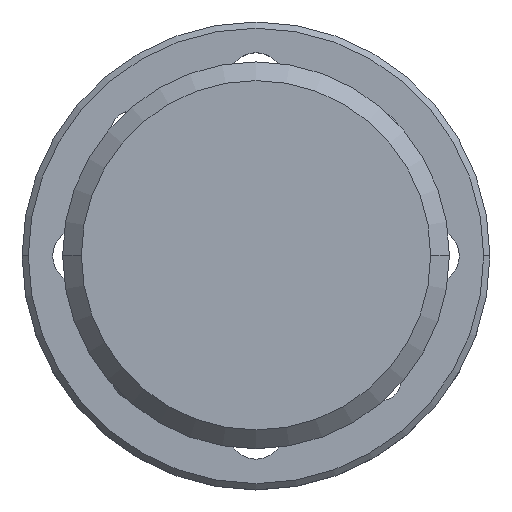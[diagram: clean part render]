
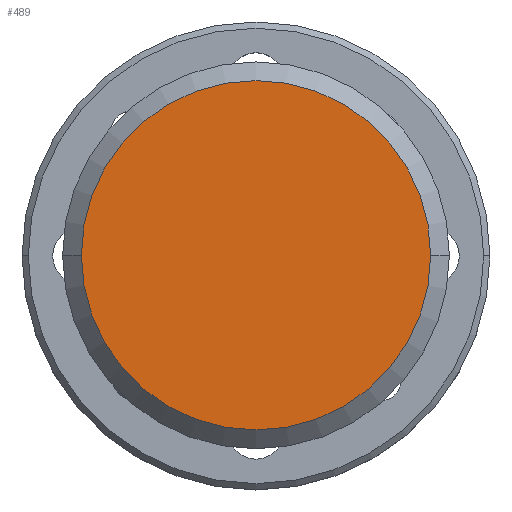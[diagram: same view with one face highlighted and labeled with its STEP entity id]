
A CAD part, top view. The second image highlights one B-rep face of the part: STEP entity #489.
In plain terms, the highlighted planar face has unit normal (0, 0, 1).
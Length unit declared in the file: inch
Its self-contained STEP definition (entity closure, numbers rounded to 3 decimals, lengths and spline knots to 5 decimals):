
#81 = CARTESIAN_POINT ( 'NONE',  ( 0.2396, 0., 0. ) ) ;
#85 = ORIENTED_EDGE ( 'NONE', *, *, #525, .T. ) ;
#185 = VERTEX_POINT ( 'NONE', #782 ) ;
#353 = CARTESIAN_POINT ( 'NONE',  ( 0.28, 0., 0. ) ) ;
#411 = CARTESIAN_POINT ( 'NONE',  ( 0., 0., 0. ) ) ;
#436 = CARTESIAN_POINT ( 'NONE',  ( 0., 0., 0. ) ) ;
#459 = CIRCLE ( 'NONE', #1177, 0.28 ) ;
#489 = ADVANCED_FACE ( 'NONE', ( #1195 ), #915, .T. ) ;
#525 = EDGE_CURVE ( 'NONE', #185, #2007, #459, .T. ) ;
#590 = DIRECTION ( 'NONE',  ( 1., 0., 0. ) ) ;
#596 = DIRECTION ( 'NONE',  ( 0., 0., 1. ) ) ;
#743 = DIRECTION ( 'NONE',  ( 0., 0., 1. ) ) ;
#782 = CARTESIAN_POINT ( 'NONE',  ( -0.28, 0., 0. ) ) ;
#915 = PLANE ( 'NONE',  #1944 ) ;
#917 = ORIENTED_EDGE ( 'NONE', *, *, #1417, .T. ) ;
#1066 = DIRECTION ( 'NONE',  ( 0., 0., 1. ) ) ;
#1109 = AXIS2_PLACEMENT_3D ( 'NONE', #436, #1066, #1229 ) ;
#1177 = AXIS2_PLACEMENT_3D ( 'NONE', #411, #743, #590 ) ;
#1195 = FACE_OUTER_BOUND ( 'NONE', #1518, .T. ) ;
#1229 = DIRECTION ( 'NONE',  ( 1., 0., 0. ) ) ;
#1242 = DIRECTION ( 'NONE',  ( 1., 0., 0. ) ) ;
#1417 = EDGE_CURVE ( 'NONE', #2007, #185, #1525, .T. ) ;
#1518 = EDGE_LOOP ( 'NONE', ( #85, #917 ) ) ;
#1525 = CIRCLE ( 'NONE', #1109, 0.28 ) ;
#1944 = AXIS2_PLACEMENT_3D ( 'NONE', #81, #596, #1242 ) ;
#2007 = VERTEX_POINT ( 'NONE', #353 ) ;
